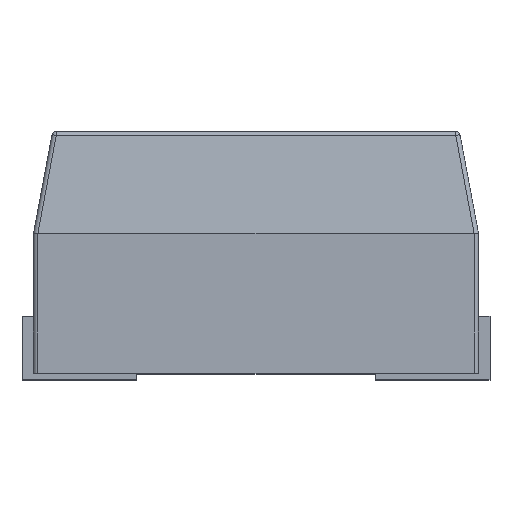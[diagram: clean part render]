
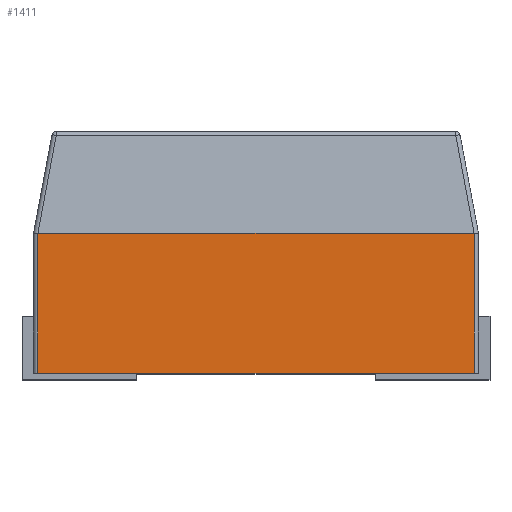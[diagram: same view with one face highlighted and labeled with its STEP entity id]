
A CAD part, top view. The second image highlights one B-rep face of the part: STEP entity #1411.
In plain terms, the highlighted planar face has unit normal (0, 0, 1).
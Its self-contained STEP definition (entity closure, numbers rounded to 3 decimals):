
#63 = FACE_OUTER_BOUND ( 'NONE', #77, .T. ) ;
#77 = EDGE_LOOP ( 'NONE', ( #751, #2666, #2678, #1540 ) ) ;
#351 = CARTESIAN_POINT ( 'NONE',  ( -1.75, 1.1, 1.75 ) ) ;
#589 = CARTESIAN_POINT ( 'NONE',  ( -1.715, 0., 1.75 ) ) ;
#651 = EDGE_CURVE ( 'NONE', #1434, #2548, #768, .T. ) ;
#659 = VECTOR ( 'NONE', #1479, 1000. ) ;
#663 = EDGE_CURVE ( 'NONE', #2548, #2456, #2344, .T. ) ;
#737 = CARTESIAN_POINT ( 'NONE',  ( 0., 0., 1.75 ) ) ;
#751 = ORIENTED_EDGE ( 'NONE', *, *, #651, .T. ) ;
#768 = LINE ( 'NONE', #737, #1294 ) ;
#838 = LINE ( 'NONE', #351, #1498 ) ;
#950 = DIRECTION ( 'NONE',  ( 1., 0., 0. ) ) ;
#1007 = CARTESIAN_POINT ( 'NONE',  ( -1.715, 0., 1.75 ) ) ;
#1020 = VECTOR ( 'NONE', #2298, 1000. ) ;
#1087 = EDGE_CURVE ( 'NONE', #2456, #1324, #838, .T. ) ;
#1118 = EDGE_CURVE ( 'NONE', #1324, #1434, #2584, .T. ) ;
#1207 = CARTESIAN_POINT ( 'NONE',  ( -1.715, 1.1, 1.75 ) ) ;
#1239 = DIRECTION ( 'NONE',  ( -1., 0., 0. ) ) ;
#1294 = VECTOR ( 'NONE', #2103, 1000. ) ;
#1324 = VERTEX_POINT ( 'NONE', #1207 ) ;
#1411 = ADVANCED_FACE ( 'NONE', ( #63 ), #1850, .T. ) ;
#1413 = DIRECTION ( 'NONE',  ( 0., 0., 1. ) ) ;
#1428 = CARTESIAN_POINT ( 'NONE',  ( -1.75, 0., 1.75 ) ) ;
#1434 = VERTEX_POINT ( 'NONE', #1007 ) ;
#1479 = DIRECTION ( 'NONE',  ( 0., -1., 0. ) ) ;
#1490 = AXIS2_PLACEMENT_3D ( 'NONE', #1428, #1413, #950 ) ;
#1498 = VECTOR ( 'NONE', #1239, 1000. ) ;
#1540 = ORIENTED_EDGE ( 'NONE', *, *, #1118, .T. ) ;
#1638 = CARTESIAN_POINT ( 'NONE',  ( 1.715, 1.1, 1.75 ) ) ;
#1850 = PLANE ( 'NONE',  #1490 ) ;
#2103 = DIRECTION ( 'NONE',  ( 1., 0., 0. ) ) ;
#2293 = CARTESIAN_POINT ( 'NONE',  ( 1.715, 0., 1.75 ) ) ;
#2298 = DIRECTION ( 'NONE',  ( 0., 1., 0. ) ) ;
#2344 = LINE ( 'NONE', #2533, #1020 ) ;
#2456 = VERTEX_POINT ( 'NONE', #1638 ) ;
#2533 = CARTESIAN_POINT ( 'NONE',  ( 1.715, 0., 1.75 ) ) ;
#2548 = VERTEX_POINT ( 'NONE', #2293 ) ;
#2584 = LINE ( 'NONE', #589, #659 ) ;
#2666 = ORIENTED_EDGE ( 'NONE', *, *, #663, .T. ) ;
#2678 = ORIENTED_EDGE ( 'NONE', *, *, #1087, .T. ) ;
